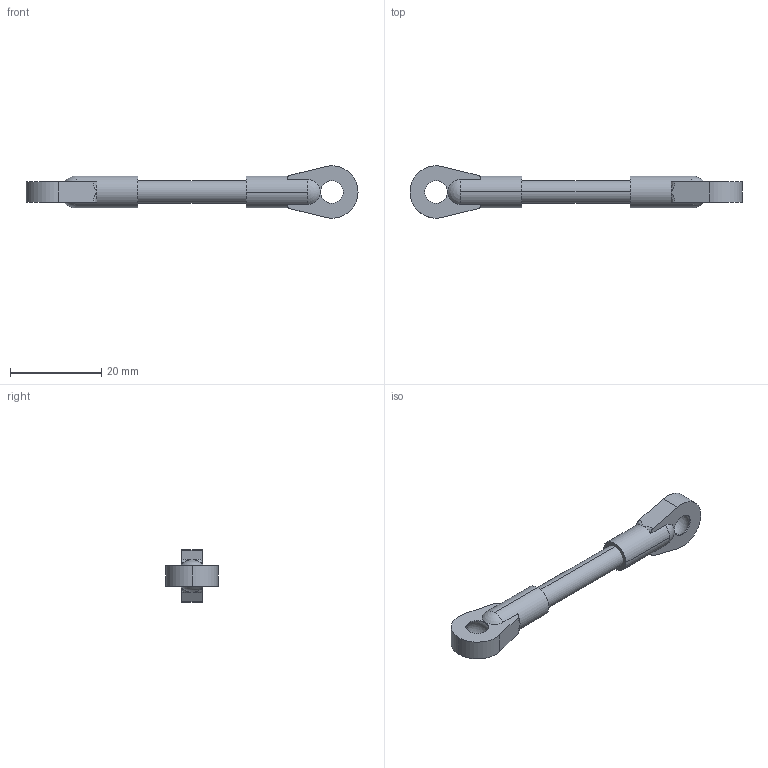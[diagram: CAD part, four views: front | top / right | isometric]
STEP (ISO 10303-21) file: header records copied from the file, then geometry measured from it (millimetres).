
FILE_DESCRIPTION (( 'STEP AP203' ), '1' );
FILE_NAME ('Ball Link_Default_sldprt.STEP', '2025-10-06T14:55:29', ( '' ), ( '' ), 'SwSTEP 2.0', 'SolidWorks 2024', '' );
FILE_SCHEMA (( 'CONFIG_CONTROL_DESIGN' ));
Length unit declared in the file: millimetre
Products named in the file (1): Ball Link_Default_sldprt
Bounding box: 72.9 x 11.46 x 11.46 mm (x, y, z)
Volume: 2452 mm3; surface area: 2437.1 mm2
Topology: 3 solids, 3 shells, 72 faces, 202 edges, 122 vertices
Faces by surface type: cylinder 30, plane 22, sphere 12, bspline 8
Entity records: 2445 total; most frequent: CARTESIAN_POINT 609, DIRECTION 394, ORIENTED_EDGE 360, EDGE_CURVE 180, AXIS2_PLACEMENT_3D 165, VERTEX_POINT 116, CIRCLE 100, EDGE_LOOP 78
